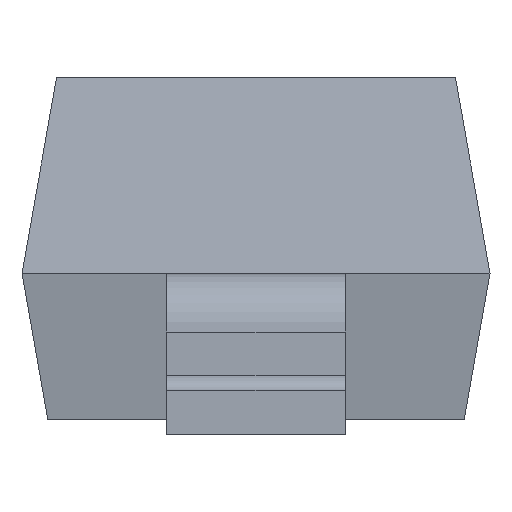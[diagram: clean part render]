
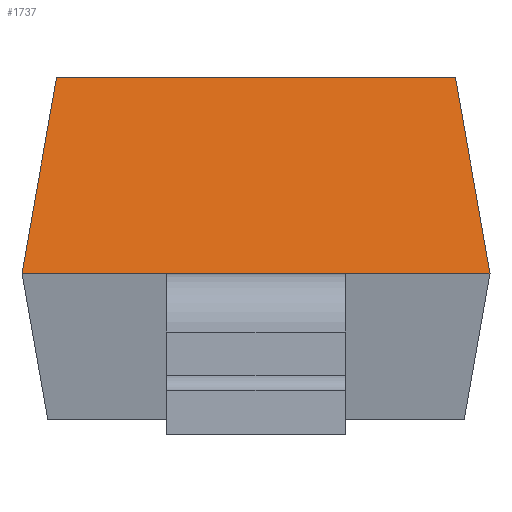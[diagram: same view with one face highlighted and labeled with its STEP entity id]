
A CAD part, left-side view. The second image highlights one B-rep face of the part: STEP entity #1737.
In plain terms, the highlighted planar face has unit normal (-0.985, 0, 0.174).
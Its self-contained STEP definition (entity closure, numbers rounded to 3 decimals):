
#110=FACE_OUTER_BOUND('',#212,.T.);
#212=EDGE_LOOP('',(#1207,#1208,#1209,#1210));
#302=LINE('',#2363,#506);
#352=LINE('',#2661,#556);
#361=LINE('',#2677,#565);
#363=LINE('',#2680,#567);
#506=VECTOR('',#1952,1.);
#556=VECTOR('',#2012,1.);
#565=VECTOR('',#2027,1.);
#567=VECTOR('',#2031,1.);
#710=VERTEX_POINT('',#2360);
#711=VERTEX_POINT('',#2362);
#767=VERTEX_POINT('',#2656);
#768=VERTEX_POINT('',#2660);
#874=EDGE_CURVE('',#710,#711,#302,.T.);
#934=EDGE_CURVE('',#768,#767,#352,.T.);
#943=EDGE_CURVE('',#710,#768,#361,.T.);
#945=EDGE_CURVE('',#711,#767,#363,.T.);
#1207=ORIENTED_EDGE('',*,*,#934,.T.);
#1208=ORIENTED_EDGE('',*,*,#945,.F.);
#1209=ORIENTED_EDGE('',*,*,#874,.F.);
#1210=ORIENTED_EDGE('',*,*,#943,.T.);
#1625=PLANE('',#1849);
#1737=ADVANCED_FACE('',(#110),#1625,.T.);
#1849=AXIS2_PLACEMENT_3D('',#2679,#2029,#2030);
#1952=DIRECTION('',(0.,-1.,0.));
#2012=DIRECTION('',(0.,-1.,0.));
#2027=DIRECTION('',(-0.171,0.171,-0.97));
#2029=DIRECTION('center_axis',(-0.985,0.,0.174));
#2030=DIRECTION('ref_axis',(0.174,0.,0.985));
#2031=DIRECTION('',(-0.171,-0.171,-0.97));
#2360=CARTESIAN_POINT('',(-1.227,0.682,1.22));
#2362=CARTESIAN_POINT('',(-1.227,-0.682,1.22));
#2363=CARTESIAN_POINT('',(-1.227,0.,1.22));
#2656=CARTESIAN_POINT('',(-1.345,-0.8,0.55));
#2660=CARTESIAN_POINT('',(-1.345,0.8,0.55));
#2661=CARTESIAN_POINT('',(-1.345,-0.8,0.55));
#2677=CARTESIAN_POINT('',(-1.298,0.753,0.816));
#2679=CARTESIAN_POINT('Origin',(-1.345,-0.8,0.55));
#2680=CARTESIAN_POINT('',(-1.345,-0.8,0.55));
